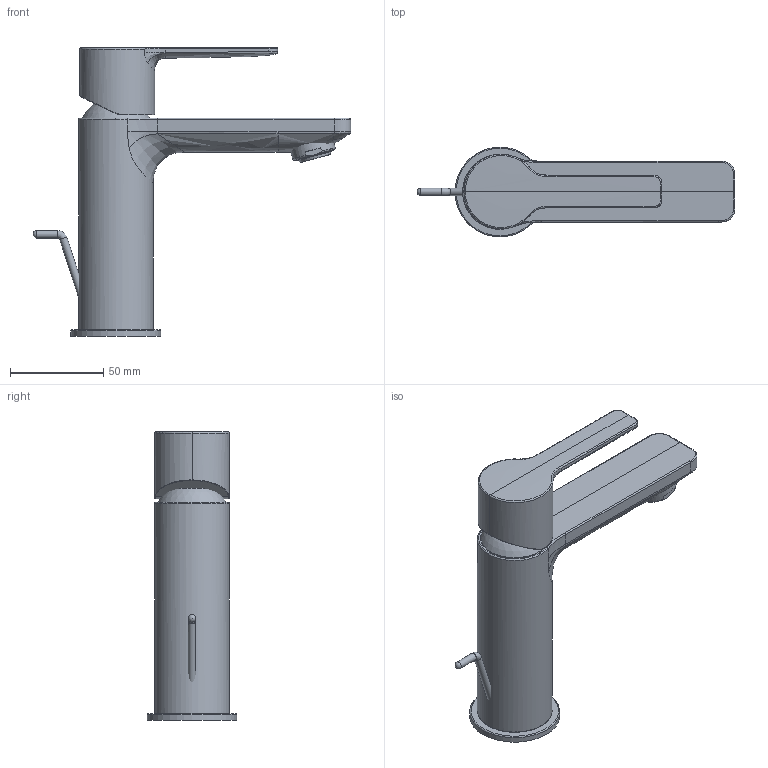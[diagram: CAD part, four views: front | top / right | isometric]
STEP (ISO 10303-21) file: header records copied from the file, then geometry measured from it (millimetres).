
FILE_DESCRIPTION(/* description */ ('Unknown'),/* implementation_level */ '2;1');
FILE_NAME(/* name */ '32109001',/* time_stamp */ '2022-09-08T06:29:53+02:00',/* author */ ('Unknown'),/* organization */ ('GROHE AG'),/* preprocessor_version */ 'ST-DEVELOPER v16.7',/* originating_system */ 'DEX',/* authorisation */ $);
FILE_SCHEMA (('AUTOMOTIVE_DESIGN {1 0 10303 214 3 1 1}'));
Length unit declared in the file: millimetre
Products named in the file (4): 32109001; id11; 40.0051.000 - 40.0061.000 for customer; Axxxx_160603_Lineare New_OHM_XSSIZE_Body
Assembly tree (3 placements, depth 2):
  32109001
    id11
    40.0051.000 - 40.0061.000 for customer
    Axxxx_160603_Lineare New_OHM_XSSIZE_Body
Bounding box: 170.46 x 48.2 x 154.78 mm (x, y, z)
Volume: 47703.3 mm3; surface area: 40395 mm2
Topology: 1 solids, 8 shells, 133 faces, 393 edges, 268 vertices
Faces by surface type: bspline 56, cylinder 27, plane 23, torus 23, sphere 2, cone 2
Full cylindrical faces by diameter (mm): 4 x2, 23.6 x1, 40 x1, 48.2 x1
Entity records: 10758 total; most frequent: CARTESIAN_POINT 7213, ORIENTED_EDGE 631, DIRECTION 400, EDGE_CURVE 375, VERTEX_POINT 263, B_SPLINE_CURVE_WITH_KNOTS 219, AXIS2_PLACEMENT_3D 165, EDGE_LOOP 148
